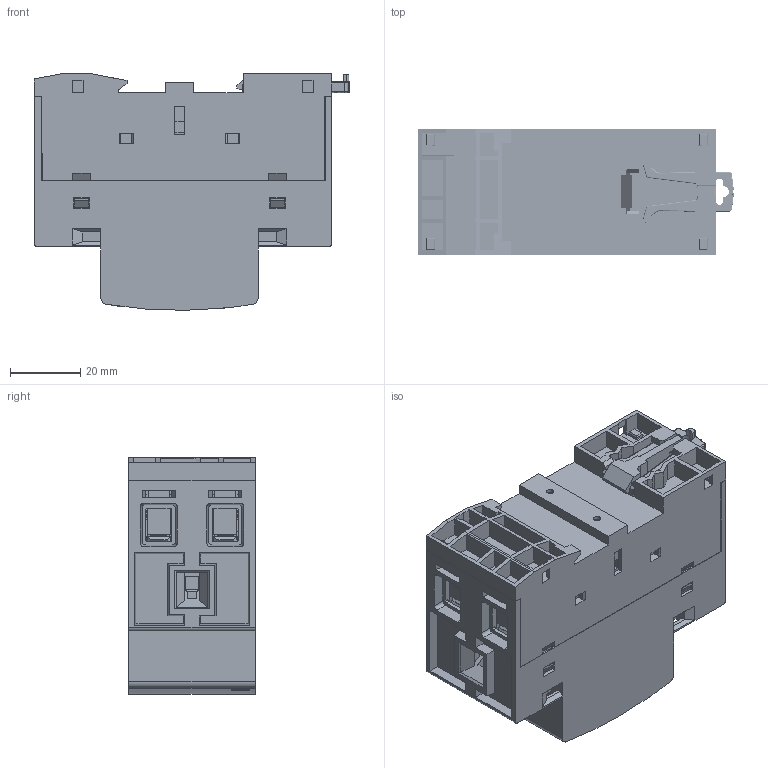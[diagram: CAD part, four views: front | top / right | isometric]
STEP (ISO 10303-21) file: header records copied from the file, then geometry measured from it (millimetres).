
FILE_DESCRIPTION(('STEP AP203'), '1');
FILE_NAME('40(2ñòï)', '', ('UNSPECIFIED'), ('UNSPECIFIED'), 'C3D Converter', 'C3D Toolkit', '');
FILE_SCHEMA(('CONFIG_CONTROL_DESIGN'));
Length unit declared in the file: millimetre
Products named in the file (1): KM1 2П 40-63А
Bounding box: 90.13 x 36 x 67.59 mm (x, y, z)
Volume: 75235.3 mm3; surface area: 83240.7 mm2
Topology: 2 solids, 5 shells, 3854 faces, 10642 edges, 6823 vertices
Faces by surface type: plane 2674, cylinder 579, bspline 390, torus 105, cone 102, sphere 4
Full cylindrical faces by diameter (mm): 2 x2, 2.7 x4, 3 x4, 3.5 x12, 4.5 x2, 5 x4, 5.5 x2, 6.2 x4, 6.4 x4
Entity records: 228854 total; most frequent: CARTESIAN_POINT 104873, ORIENTED_EDGE 21132, DIRECTION 16352, EDGE_CURVE 10566, LINE 7334, VECTOR 7334, VERTEX_POINT 6812, AXIS2_PLACEMENT_3D 4509
